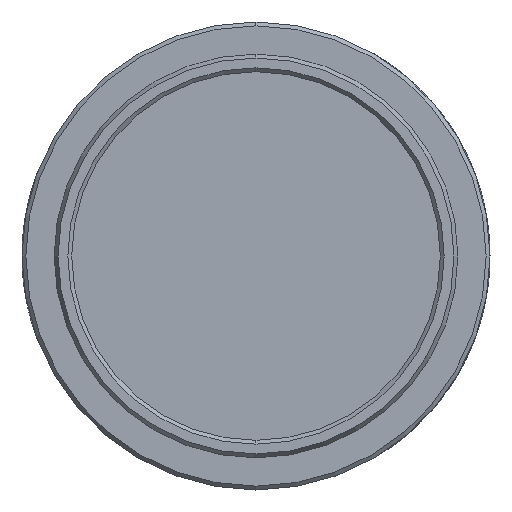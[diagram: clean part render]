
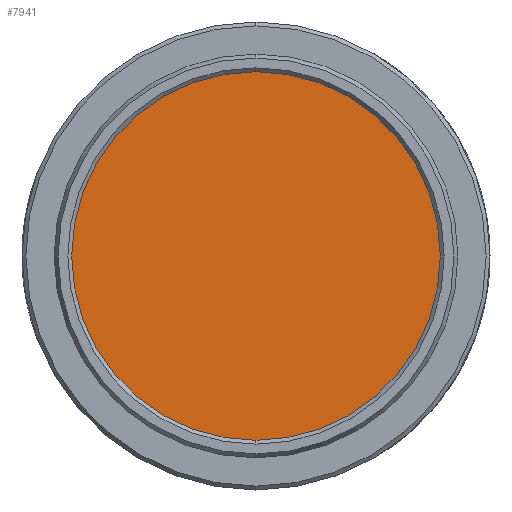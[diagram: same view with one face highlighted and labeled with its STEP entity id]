
A CAD part, left-side view. The second image highlights one B-rep face of the part: STEP entity #7941.
In plain terms, the highlighted planar face has unit normal (-1, 0, 0).
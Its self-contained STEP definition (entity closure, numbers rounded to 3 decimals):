
#389 = DIRECTION ( 'NONE',  ( 1., 0., 0. ) ) ;
#562 = EDGE_LOOP ( 'NONE', ( #7293, #1003 ) ) ;
#981 = VERTEX_POINT ( 'NONE', #2078 ) ;
#1003 = ORIENTED_EDGE ( 'NONE', *, *, #8841, .F. ) ;
#1931 = CIRCLE ( 'NONE', #3867, 12.523 ) ;
#2078 = CARTESIAN_POINT ( 'NONE',  ( -1.905, -12.548, 0. ) ) ;
#2545 = DIRECTION ( 'NONE',  ( 1., 0., 0. ) ) ;
#2695 = CARTESIAN_POINT ( 'NONE',  ( -1.905, -0.025, 0. ) ) ;
#2732 = PLANE ( 'NONE',  #7433 ) ;
#3209 = FACE_OUTER_BOUND ( 'NONE', #562, .T. ) ;
#3498 = DIRECTION ( 'NONE',  ( 0., -1., 0. ) ) ;
#3867 = AXIS2_PLACEMENT_3D ( 'NONE', #2695, #8182, #3498 ) ;
#4023 = VERTEX_POINT ( 'NONE', #4043 ) ;
#4043 = CARTESIAN_POINT ( 'NONE',  ( -1.905, 12.498, 0. ) ) ;
#5893 = DIRECTION ( 'NONE',  ( 0., -1., 0. ) ) ;
#6449 = EDGE_CURVE ( 'NONE', #981, #4023, #8877, .T. ) ;
#7249 = CARTESIAN_POINT ( 'NONE',  ( -1.905, -0.025, 0. ) ) ;
#7293 = ORIENTED_EDGE ( 'NONE', *, *, #6449, .F. ) ;
#7433 = AXIS2_PLACEMENT_3D ( 'NONE', #7437, #389, #5893 ) ;
#7437 = CARTESIAN_POINT ( 'NONE',  ( -1.905, -0.025, 0. ) ) ;
#7941 = ADVANCED_FACE ( 'NONE', ( #3209 ), #2732, .F. ) ;
#8040 = DIRECTION ( 'NONE',  ( 0., -1., 0. ) ) ;
#8182 = DIRECTION ( 'NONE',  ( 1., 0., 0. ) ) ;
#8528 = AXIS2_PLACEMENT_3D ( 'NONE', #7249, #2545, #8040 ) ;
#8841 = EDGE_CURVE ( 'NONE', #4023, #981, #1931, .T. ) ;
#8877 = CIRCLE ( 'NONE', #8528, 12.523 ) ;
